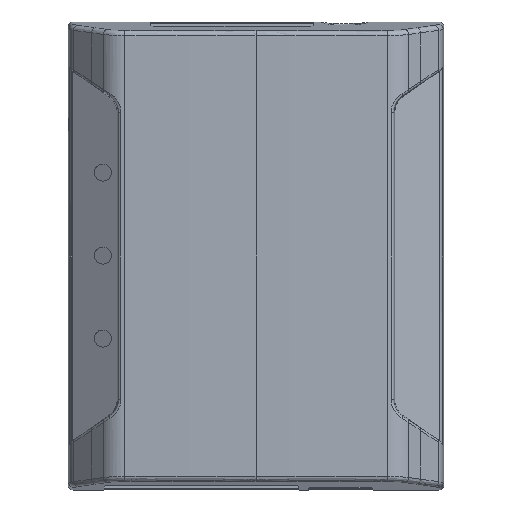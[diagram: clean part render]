
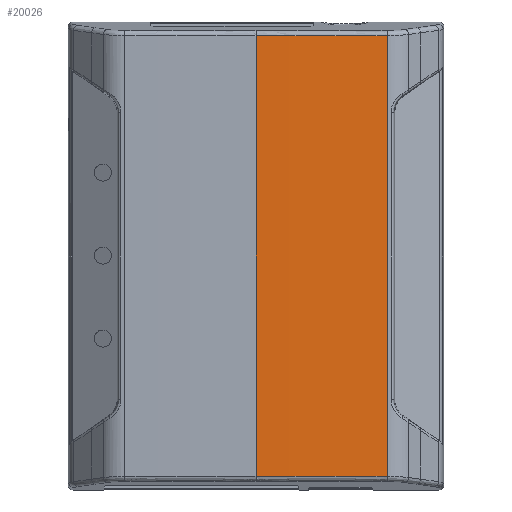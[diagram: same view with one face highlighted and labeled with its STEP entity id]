
A CAD part, left-side view. The second image highlights one B-rep face of the part: STEP entity #20026.
In plain terms, the highlighted cylindrical face has radius 557.689 mm (diameter 1115.38 mm), a partial arc.
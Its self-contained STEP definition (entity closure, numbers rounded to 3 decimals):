
#303=ELLIPSE('',#21512,561.868,557.689);
#315=ELLIPSE('',#21533,561.868,557.689);
#2111=FACE_OUTER_BOUND('',#3187,.T.);
#3187=EDGE_LOOP('',(#18620,#18621,#18622,#18623));
#5490=LINE('',#34030,#7766);
#5491=LINE('',#34033,#7767);
#7766=VECTOR('',#26730,10.);
#7767=VECTOR('',#26733,10.);
#10012=VERTEX_POINT('',#33607);
#10014=VERTEX_POINT('',#33645);
#10016=VERTEX_POINT('',#33670);
#10042=VERTEX_POINT('',#34032);
#12884=EDGE_CURVE('',#10014,#10016,#303,.T.);
#12924=EDGE_CURVE('',#10012,#10016,#5490,.T.);
#12925=EDGE_CURVE('',#10042,#10014,#5491,.T.);
#12926=EDGE_CURVE('',#10012,#10042,#315,.T.);
#18620=ORIENTED_EDGE('',*,*,#12884,.F.);
#18621=ORIENTED_EDGE('',*,*,#12925,.F.);
#18622=ORIENTED_EDGE('',*,*,#12926,.F.);
#18623=ORIENTED_EDGE('',*,*,#12924,.T.);
#19044=CYLINDRICAL_SURFACE('',#21532,557.689);
#20026=ADVANCED_FACE('',(#2111),#19044,.T.);
#21512=AXIS2_PLACEMENT_3D('',#33680,#26684,#26685);
#21532=AXIS2_PLACEMENT_3D('',#34031,#26731,#26732);
#21533=AXIS2_PLACEMENT_3D('',#34034,#26734,#26735);
#26684=DIRECTION('center_axis',(-0.122,0.,0.993));
#26685=DIRECTION('ref_axis',(-0.993,0.,-0.122));
#26730=DIRECTION('',(0.,0.,1.));
#26731=DIRECTION('center_axis',(0.,0.,-1.));
#26732=DIRECTION('ref_axis',(-1.,-0.028,0.));
#26733=DIRECTION('',(0.,0.,1.));
#26734=DIRECTION('center_axis',(-0.122,0.,
-0.993));
#26735=DIRECTION('ref_axis',(-0.993,0.,0.122));
#33607=CARTESIAN_POINT('',(-12.651,-15.821,1.627));
#33645=CARTESIAN_POINT('',(-12.875,0.,54.746));
#33670=CARTESIAN_POINT('',(-12.651,-15.821,54.773));
#33680=CARTESIAN_POINT('Origin',(544.814,0.,123.148));
#34030=CARTESIAN_POINT('',(-12.651,-15.821,0.));
#34031=CARTESIAN_POINT('Origin',(544.814,0.,0.));
#34032=CARTESIAN_POINT('',(-12.875,0.,1.654));
#34033=CARTESIAN_POINT('',(-12.875,0.,0.));
#34034=CARTESIAN_POINT('Origin',(544.814,0.,-66.748));
